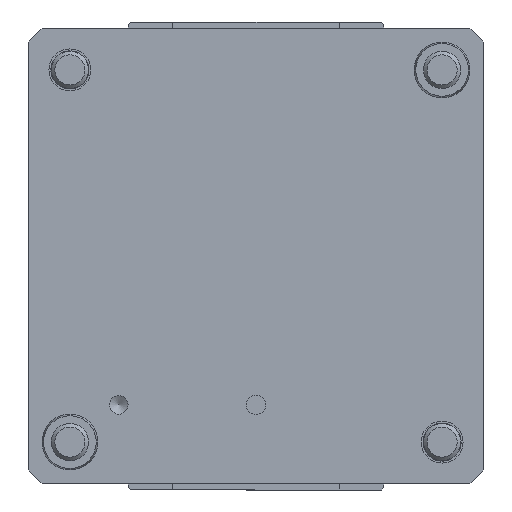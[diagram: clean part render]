
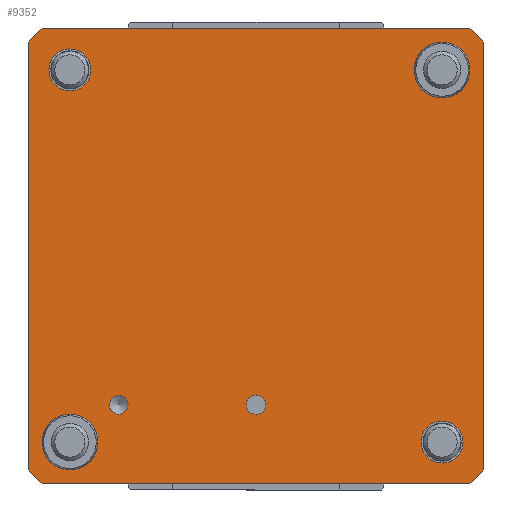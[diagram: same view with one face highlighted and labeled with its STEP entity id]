
A CAD part, front view. The second image highlights one B-rep face of the part: STEP entity #9352.
In plain terms, the highlighted planar face has unit normal (0, -1, 0).
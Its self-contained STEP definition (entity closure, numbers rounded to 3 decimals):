
#4612=CARTESIAN_POINT('',(43.627,-38.54,89.));
#4613=VERTEX_POINT('',#4612);
#4614=CARTESIAN_POINT('',(49.627,-38.54,89.));
#4615=DIRECTION('',(0.0,1.0,0.0));
#4616=DIRECTION('',(-1.0,0.0,0.0));
#4617=AXIS2_PLACEMENT_3D('',#4614,#4615,#4616);
#4618=CIRCLE('',#4617,6.);
#4619=EDGE_CURVE('',#4613,#4613,#4618,.T.);
#4672=CARTESIAN_POINT('',(-36.373,-38.54,9.));
#4673=VERTEX_POINT('',#4672);
#4674=CARTESIAN_POINT('',(-30.373,-38.54,9.));
#4675=DIRECTION('',(0.0,1.0,0.0));
#4676=DIRECTION('',(-1.0,0.0,0.0));
#4677=AXIS2_PLACEMENT_3D('',#4674,#4675,#4676);
#4678=CIRCLE('',#4677,6.);
#4679=EDGE_CURVE('',#4673,#4673,#4678,.T.);
#9204=CARTESIAN_POINT('',(-21.873,-38.54,17.));
#9205=VERTEX_POINT('',#9204);
#9206=CARTESIAN_POINT('',(-19.873,-38.54,17.));
#9207=DIRECTION('',(0.0,1.0,0.0));
#9208=DIRECTION('',(-1.0,0.0,0.0));
#9209=AXIS2_PLACEMENT_3D('',#9206,#9207,#9208);
#9210=CIRCLE('',#9209,2.0);
#9211=EDGE_CURVE('',#9205,#9205,#9210,.T.);
#9235=CARTESIAN_POINT('',(7.56,-38.54,17.));
#9236=VERTEX_POINT('',#9235);
#9237=CARTESIAN_POINT('',(9.627,-38.54,17.));
#9238=DIRECTION('',(0.0,1.0,0.0));
#9239=DIRECTION('',(-1.0,0.0,0.0));
#9240=AXIS2_PLACEMENT_3D('',#9237,#9238,#9239);
#9241=CIRCLE('',#9240,2.067);
#9242=EDGE_CURVE('',#9236,#9236,#9241,.T.);
#9247=CARTESIAN_POINT('',(9.627,-38.54,49.));
#9248=DIRECTION('',(0.0,1.0,0.0));
#9249=DIRECTION('',(1.0,0.0,0.0));
#9250=AXIS2_PLACEMENT_3D('',#9247,#9248,#9249);
#9251=PLANE('',#9250);
#9252=CARTESIAN_POINT('',(-39.373,-38.54,95.));
#9253=VERTEX_POINT('',#9252);
#9254=CARTESIAN_POINT('',(-36.373,-38.54,98.));
#9255=VERTEX_POINT('',#9254);
#9256=CARTESIAN_POINT('',(-39.373,-38.54,95.));
#9257=DIRECTION('',(0.707,0.0,0.707));
#9258=VECTOR('',#9257,4.243);
#9259=LINE('',#9256,#9258);
#9260=EDGE_CURVE('',#9253,#9255,#9259,.T.);
#9261=ORIENTED_EDGE('',*,*,#9260,.F.);
#9262=CARTESIAN_POINT('',(-39.373,-38.54,3.));
#9263=VERTEX_POINT('',#9262);
#9264=CARTESIAN_POINT('',(-39.373,-38.54,95.));
#9265=DIRECTION('',(0.0,0.0,-1.0));
#9266=VECTOR('',#9265,92.);
#9267=LINE('',#9264,#9266);
#9268=EDGE_CURVE('',#9253,#9263,#9267,.T.);
#9269=ORIENTED_EDGE('',*,*,#9268,.T.);
#9270=CARTESIAN_POINT('',(-36.373,-38.54,0.));
#9271=VERTEX_POINT('',#9270);
#9272=CARTESIAN_POINT('',(-36.373,-38.54,0.));
#9273=DIRECTION('',(-0.707,0.0,0.707));
#9274=VECTOR('',#9273,4.243);
#9275=LINE('',#9272,#9274);
#9276=EDGE_CURVE('',#9271,#9263,#9275,.T.);
#9277=ORIENTED_EDGE('',*,*,#9276,.F.);
#9278=CARTESIAN_POINT('',(55.627,-38.54,0.));
#9279=VERTEX_POINT('',#9278);
#9280=CARTESIAN_POINT('',(-36.373,-38.54,0.));
#9281=DIRECTION('',(1.0,0.0,0.0));
#9282=VECTOR('',#9281,92.);
#9283=LINE('',#9280,#9282);
#9284=EDGE_CURVE('',#9271,#9279,#9283,.T.);
#9285=ORIENTED_EDGE('',*,*,#9284,.T.);
#9286=CARTESIAN_POINT('',(58.627,-38.54,3.));
#9287=VERTEX_POINT('',#9286);
#9288=CARTESIAN_POINT('',(58.627,-38.54,3.));
#9289=DIRECTION('',(-0.707,0.0,-0.707));
#9290=VECTOR('',#9289,4.243);
#9291=LINE('',#9288,#9290);
#9292=EDGE_CURVE('',#9287,#9279,#9291,.T.);
#9293=ORIENTED_EDGE('',*,*,#9292,.F.);
#9294=CARTESIAN_POINT('',(58.627,-38.54,95.));
#9295=VERTEX_POINT('',#9294);
#9296=CARTESIAN_POINT('',(58.627,-38.54,3.));
#9297=DIRECTION('',(0.0,0.0,1.0));
#9298=VECTOR('',#9297,92.);
#9299=LINE('',#9296,#9298);
#9300=EDGE_CURVE('',#9287,#9295,#9299,.T.);
#9301=ORIENTED_EDGE('',*,*,#9300,.T.);
#9302=CARTESIAN_POINT('',(55.627,-38.54,98.));
#9303=VERTEX_POINT('',#9302);
#9304=CARTESIAN_POINT('',(55.627,-38.54,98.));
#9305=DIRECTION('',(0.707,0.0,-0.707));
#9306=VECTOR('',#9305,4.243);
#9307=LINE('',#9304,#9306);
#9308=EDGE_CURVE('',#9303,#9295,#9307,.T.);
#9309=ORIENTED_EDGE('',*,*,#9308,.F.);
#9310=CARTESIAN_POINT('',(55.627,-38.54,98.));
#9311=DIRECTION('',(-1.0,0.0,0.0));
#9312=VECTOR('',#9311,92.0);
#9313=LINE('',#9310,#9312);
#9314=EDGE_CURVE('',#9303,#9255,#9313,.T.);
#9315=ORIENTED_EDGE('',*,*,#9314,.T.);
#9316=EDGE_LOOP('',(#9261,#9269,#9277,#9285,#9293,#9301,#9309,#9315));
#9317=FACE_OUTER_BOUND('',#9316,.T.);
#9318=ORIENTED_EDGE('',*,*,#9211,.T.);
#9319=EDGE_LOOP('',(#9318));
#9320=FACE_BOUND('',#9319,.T.);
#9321=ORIENTED_EDGE('',*,*,#9242,.T.);
#9322=EDGE_LOOP('',(#9321));
#9323=FACE_BOUND('',#9322,.T.);
#9324=ORIENTED_EDGE('',*,*,#4679,.T.);
#9325=EDGE_LOOP('',(#9324));
#9326=FACE_BOUND('',#9325,.T.);
#9327=ORIENTED_EDGE('',*,*,#4619,.T.);
#9328=EDGE_LOOP('',(#9327));
#9329=FACE_BOUND('',#9328,.T.);
#9330=CARTESIAN_POINT('',(45.127,-38.54,9.));
#9331=VERTEX_POINT('',#9330);
#9332=CARTESIAN_POINT('',(49.627,-38.54,9.));
#9333=DIRECTION('',(0.0,1.0,0.0));
#9334=DIRECTION('',(-1.0,0.0,0.0));
#9335=AXIS2_PLACEMENT_3D('',#9332,#9333,#9334);
#9336=CIRCLE('',#9335,4.5);
#9337=EDGE_CURVE('',#9331,#9331,#9336,.T.);
#9338=ORIENTED_EDGE('',*,*,#9337,.T.);
#9339=EDGE_LOOP('',(#9338));
#9340=FACE_BOUND('',#9339,.T.);
#9341=CARTESIAN_POINT('',(-34.873,-38.54,89.));
#9342=VERTEX_POINT('',#9341);
#9343=CARTESIAN_POINT('',(-30.373,-38.54,89.));
#9344=DIRECTION('',(0.0,1.0,0.0));
#9345=DIRECTION('',(-1.0,0.0,0.0));
#9346=AXIS2_PLACEMENT_3D('',#9343,#9344,#9345);
#9347=CIRCLE('',#9346,4.5);
#9348=EDGE_CURVE('',#9342,#9342,#9347,.T.);
#9349=ORIENTED_EDGE('',*,*,#9348,.T.);
#9350=EDGE_LOOP('',(#9349));
#9351=FACE_BOUND('',#9350,.T.);
#9352=ADVANCED_FACE('',(#9317,#9320,#9323,#9326,#9329,#9340,#9351),#9251,.F.);
